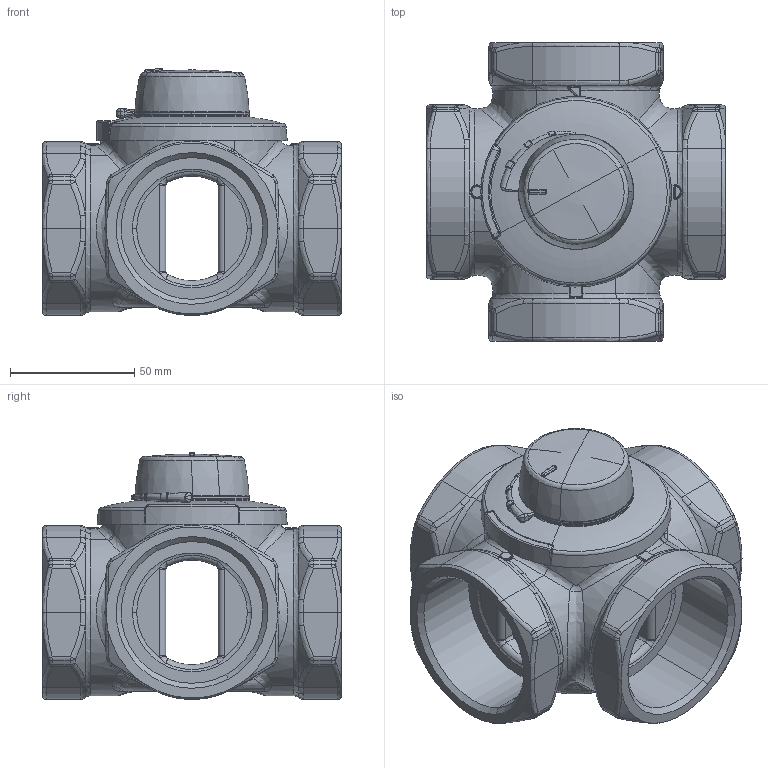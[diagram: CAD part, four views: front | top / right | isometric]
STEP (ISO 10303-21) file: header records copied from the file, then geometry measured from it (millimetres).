
FILE_DESCRIPTION(('CATIA V5 STEP Exchange'),'2;1');
FILE_NAME('VRB X41 DN50.NYA.stp','2009-09-16T10:59:02+00:00',('none'),('none'),'CATIA Version 5 Release 16 (IN-10)','CATIA V5 STEP AP214','none');
FILE_SCHEMA(('AUTOMOTIVE_DESIGN { 1 0 10303 214 1 1 1 1 }'));
Length unit declared in the file: millimetre
Products named in the file (5): Valve cpl; Valve; Cover; Knobwheel; Scale
Assembly tree (4 placements, depth 2):
  Valve cpl
    Valve
    Cover
    Knobwheel
    Scale
Bounding box: 120 x 120 x 99.32 mm (x, y, z)
Volume: 279360.2 mm3; surface area: 106256.4 mm2
Topology: 5 solids, 5 shells, 1434 faces, 3484 edges, 1981 vertices
Faces by surface type: bspline 495, cylinder 365, plane 227, torus 155, cone 106, sphere 63, revolution 23
Entity records: 67866 total; most frequent: CARTESIAN_POINT 40871, ORIENTED_EDGE 6770, EDGE_CURVE 3385, DIRECTION 3095, VERTEX_POINT 1981, B_SPLINE_CURVE_WITH_KNOTS 1874, AXIS2_PLACEMENT_3D 1538, EDGE_LOOP 1472
